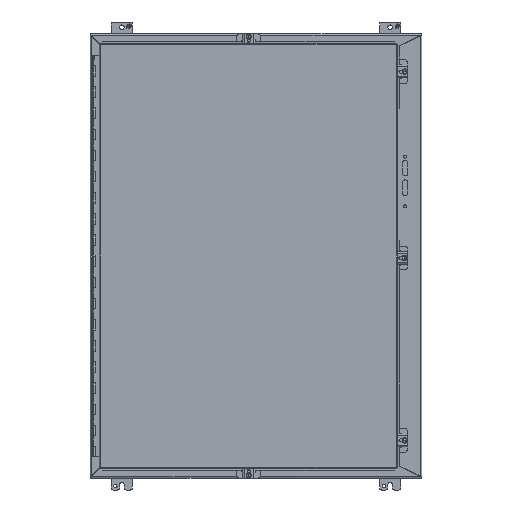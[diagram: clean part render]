
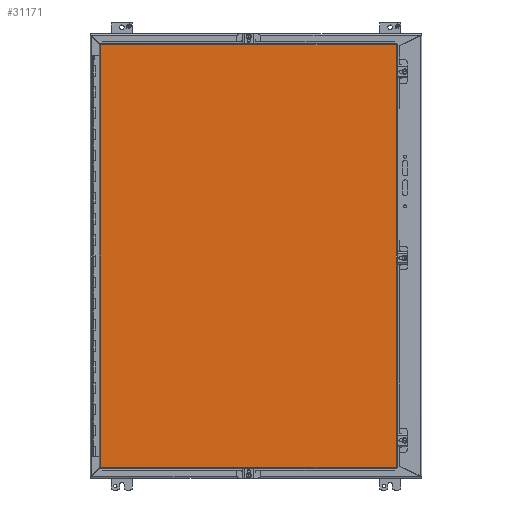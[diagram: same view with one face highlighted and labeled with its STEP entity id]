
A CAD part, front view. The second image highlights one B-rep face of the part: STEP entity #31171.
In plain terms, the highlighted planar face has unit normal (0, -1, 0).
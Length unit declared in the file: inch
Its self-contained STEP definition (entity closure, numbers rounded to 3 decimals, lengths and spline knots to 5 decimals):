
#3004 = DIRECTION ( 'NONE',  ( -1., 0., 0. ) ) ;
#5491 = CARTESIAN_POINT ( 'NONE',  ( 13.2585, -13.21, -20.0625 ) ) ;
#6741 = LINE ( 'NONE', #5491, #55787 ) ;
#8433 = CARTESIAN_POINT ( 'NONE',  ( -14.8215, -13.21, 19.9545 ) ) ;
#8793 = CARTESIAN_POINT ( 'NONE',  ( -14.7135, -13.21, 19.9545 ) ) ;
#9978 = EDGE_CURVE ( 'NONE', #36264, #18033, #38338, .T. ) ;
#13426 = VECTOR ( 'NONE', #58072, 39.37008 ) ;
#13796 = EDGE_LOOP ( 'NONE', ( #23742, #29877, #33765, #28921 ) ) ;
#14455 = PLANE ( 'NONE',  #36875 ) ;
#16081 = EDGE_CURVE ( 'NONE', #28580, #19971, #28687, .T. ) ;
#18033 = VERTEX_POINT ( 'NONE', #8793 ) ;
#19971 = VERTEX_POINT ( 'NONE', #29793 ) ;
#23742 = ORIENTED_EDGE ( 'NONE', *, *, #49470, .T. ) ;
#24924 = DIRECTION ( 'NONE',  ( 0., 0., 1. ) ) ;
#28580 = VERTEX_POINT ( 'NONE', #48027 ) ;
#28687 = LINE ( 'NONE', #58905, #62695 ) ;
#28921 = ORIENTED_EDGE ( 'NONE', *, *, #9978, .T. ) ;
#29416 = DIRECTION ( 'NONE',  ( 0., -1., 0. ) ) ;
#29793 = CARTESIAN_POINT ( 'NONE',  ( 13.2585, -13.21, -19.9545 ) ) ;
#29877 = ORIENTED_EDGE ( 'NONE', *, *, #16081, .T. ) ;
#30051 = CARTESIAN_POINT ( 'NONE',  ( -14.8215, -13.21, -20.0625 ) ) ;
#31171 = ADVANCED_FACE ( 'NONE', ( #44672 ), #14455, .T. ) ;
#33765 = ORIENTED_EDGE ( 'NONE', *, *, #56269, .T. ) ;
#33886 = DIRECTION ( 'NONE',  ( 0., 0., -1. ) ) ;
#36264 = VERTEX_POINT ( 'NONE', #55650 ) ;
#36875 = AXIS2_PLACEMENT_3D ( 'NONE', #30051, #29416, #33886 ) ;
#38192 = VECTOR ( 'NONE', #3004, 39.37008 ) ;
#38338 = LINE ( 'NONE', #8433, #38192 ) ;
#44672 = FACE_OUTER_BOUND ( 'NONE', #13796, .T. ) ;
#47241 = LINE ( 'NONE', #61599, #13426 ) ;
#48027 = CARTESIAN_POINT ( 'NONE',  ( -14.7135, -13.21, -19.9545 ) ) ;
#49027 = DIRECTION ( 'NONE',  ( 1., 0., 0. ) ) ;
#49470 = EDGE_CURVE ( 'NONE', #18033, #28580, #47241, .T. ) ;
#55650 = CARTESIAN_POINT ( 'NONE',  ( 13.2585, -13.21, 19.9545 ) ) ;
#55787 = VECTOR ( 'NONE', #24924, 39.37008 ) ;
#56269 = EDGE_CURVE ( 'NONE', #19971, #36264, #6741, .T. ) ;
#58072 = DIRECTION ( 'NONE',  ( 0., 0., -1. ) ) ;
#58905 = CARTESIAN_POINT ( 'NONE',  ( -14.8215, -13.21, -19.9545 ) ) ;
#61599 = CARTESIAN_POINT ( 'NONE',  ( -14.7135, -13.21, -20.0625 ) ) ;
#62695 = VECTOR ( 'NONE', #49027, 39.37008 ) ;
